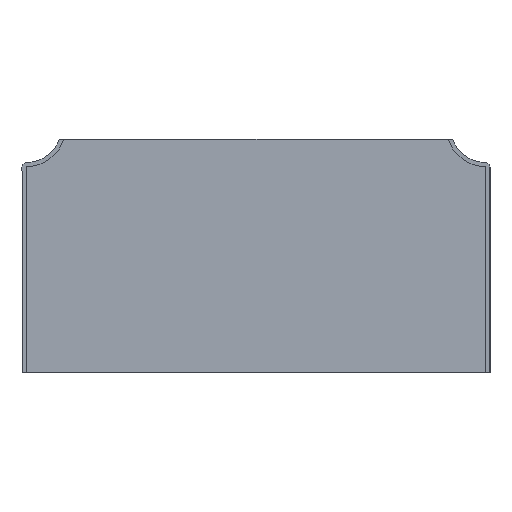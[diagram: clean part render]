
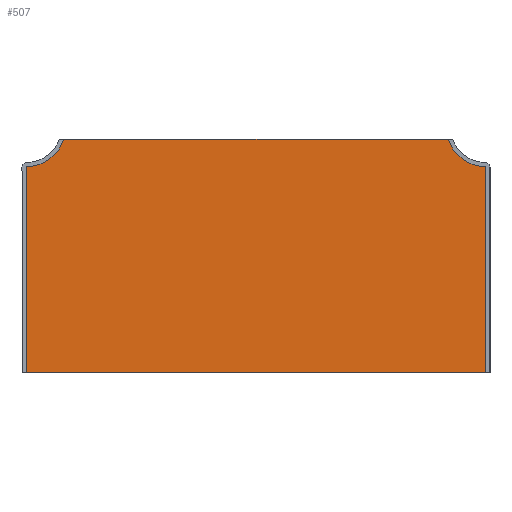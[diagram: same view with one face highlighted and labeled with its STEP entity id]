
A CAD part, left-side view. The second image highlights one B-rep face of the part: STEP entity #507.
In plain terms, the highlighted planar face has unit normal (-1, 0, 0).
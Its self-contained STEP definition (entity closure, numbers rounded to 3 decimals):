
#14 = ORIENTED_EDGE ( 'NONE', *, *, #30, .T. ) ;
#30 = EDGE_CURVE ( 'NONE', #558, #724, #382, .T. ) ;
#34 = CARTESIAN_POINT ( 'NONE',  ( -632., -24.5, 570.05 ) ) ;
#56 = DIRECTION ( 'NONE',  ( 0., 0., 1. ) ) ;
#64 = DIRECTION ( 'NONE',  ( 0., 0., 1. ) ) ;
#71 = CIRCLE ( 'NONE', #411, 0.05 ) ;
#73 = ORIENTED_EDGE ( 'NONE', *, *, #290, .F. ) ;
#74 = DIRECTION ( 'NONE',  ( -1., 0., 0. ) ) ;
#97 = ORIENTED_EDGE ( 'NONE', *, *, #956, .F. ) ;
#132 = AXIS2_PLACEMENT_3D ( 'NONE', #914, #540, #169 ) ;
#136 = CARTESIAN_POINT ( 'NONE',  ( -632., -24.5, 570. ) ) ;
#140 = CARTESIAN_POINT ( 'NONE',  ( -632., -25., 573. ) ) ;
#155 = CARTESIAN_POINT ( 'NONE',  ( -632., -20.539, 573. ) ) ;
#164 = DIRECTION ( 'NONE',  ( 0., 1., 0. ) ) ;
#169 = DIRECTION ( 'NONE',  ( 0., 0., 1. ) ) ;
#187 = EDGE_CURVE ( 'NONE', #535, #724, #907, .T. ) ;
#220 = FACE_OUTER_BOUND ( 'NONE', #547, .T. ) ;
#236 = ORIENTED_EDGE ( 'NONE', *, *, #463, .T. ) ;
#248 = VERTEX_POINT ( 'NONE', #34 ) ;
#257 = VECTOR ( 'NONE', #277, 1000. ) ;
#274 = CARTESIAN_POINT ( 'NONE',  ( -632., 24.55, 0. ) ) ;
#277 = DIRECTION ( 'NONE',  ( 0., 0., -1. ) ) ;
#282 = CARTESIAN_POINT ( 'NONE',  ( -632., -25., 548. ) ) ;
#289 = CARTESIAN_POINT ( 'NONE',  ( -632., -24.55, 0. ) ) ;
#290 = EDGE_CURVE ( 'NONE', #315, #735, #423, .T. ) ;
#313 = CARTESIAN_POINT ( 'NONE',  ( -632., 24.55, 548. ) ) ;
#315 = VERTEX_POINT ( 'NONE', #721 ) ;
#339 = DIRECTION ( 'NONE',  ( 0., 0., 1. ) ) ;
#347 = AXIS2_PLACEMENT_3D ( 'NONE', #939, #928, #56 ) ;
#359 = CARTESIAN_POINT ( 'NONE',  ( -632., 24.5, 570.05 ) ) ;
#369 = DIRECTION ( 'NONE',  ( 0., 0., 1. ) ) ;
#382 = LINE ( 'NONE', #578, #778 ) ;
#383 = EDGE_CURVE ( 'NONE', #782, #535, #767, .T. ) ;
#395 = CARTESIAN_POINT ( 'NONE',  ( -632., 20.539, 573. ) ) ;
#411 = AXIS2_PLACEMENT_3D ( 'NONE', #136, #925, #339 ) ;
#423 = LINE ( 'NONE', #282, #734 ) ;
#424 = EDGE_CURVE ( 'NONE', #248, #876, #71, .T. ) ;
#463 = EDGE_CURVE ( 'NONE', #782, #735, #855, .T. ) ;
#472 = ORIENTED_EDGE ( 'NONE', *, *, #383, .F. ) ;
#487 = ORIENTED_EDGE ( 'NONE', *, *, #424, .F. ) ;
#490 = DIRECTION ( 'NONE',  ( 0., 1., 0. ) ) ;
#507 = ADVANCED_FACE ( 'NONE', ( #220 ), #726, .T. ) ;
#513 = LINE ( 'NONE', #289, #702 ) ;
#522 = CARTESIAN_POINT ( 'NONE',  ( -632., -24.5, 574.185 ) ) ;
#527 = EDGE_CURVE ( 'NONE', #315, #876, #513, .T. ) ;
#535 = VERTEX_POINT ( 'NONE', #359 ) ;
#540 = DIRECTION ( 'NONE',  ( -1., 0., 0. ) ) ;
#547 = EDGE_LOOP ( 'NONE', ( #932, #487, #97, #14, #790, #472, #236, #73 ) ) ;
#558 = VERTEX_POINT ( 'NONE', #155 ) ;
#568 = DIRECTION ( 'NONE',  ( 0., 0., 1. ) ) ;
#578 = CARTESIAN_POINT ( 'NONE',  ( -632., -25., 573. ) ) ;
#622 = CIRCLE ( 'NONE', #838, 4.135 ) ;
#656 = DIRECTION ( 'NONE',  ( -1., 0., 0. ) ) ;
#702 = VECTOR ( 'NONE', #64, 1000. ) ;
#715 = AXIS2_PLACEMENT_3D ( 'NONE', #140, #74, #369 ) ;
#721 = CARTESIAN_POINT ( 'NONE',  ( -632., -24.55, 548. ) ) ;
#724 = VERTEX_POINT ( 'NONE', #395 ) ;
#726 = PLANE ( 'NONE',  #715 ) ;
#734 = VECTOR ( 'NONE', #490, 1000. ) ;
#735 = VERTEX_POINT ( 'NONE', #313 ) ;
#767 = CIRCLE ( 'NONE', #347, 0.05 ) ;
#778 = VECTOR ( 'NONE', #164, 1000. ) ;
#782 = VERTEX_POINT ( 'NONE', #862 ) ;
#790 = ORIENTED_EDGE ( 'NONE', *, *, #187, .F. ) ;
#838 = AXIS2_PLACEMENT_3D ( 'NONE', #522, #656, #568 ) ;
#855 = LINE ( 'NONE', #274, #257 ) ;
#858 = CARTESIAN_POINT ( 'NONE',  ( -632., -24.55, 570. ) ) ;
#862 = CARTESIAN_POINT ( 'NONE',  ( -632., 24.55, 570. ) ) ;
#876 = VERTEX_POINT ( 'NONE', #858 ) ;
#907 = CIRCLE ( 'NONE', #132, 4.135 ) ;
#914 = CARTESIAN_POINT ( 'NONE',  ( -632., 24.5, 574.185 ) ) ;
#925 = DIRECTION ( 'NONE',  ( 1., 0., 0. ) ) ;
#928 = DIRECTION ( 'NONE',  ( 1., 0., 0. ) ) ;
#932 = ORIENTED_EDGE ( 'NONE', *, *, #527, .T. ) ;
#939 = CARTESIAN_POINT ( 'NONE',  ( -632., 24.5, 570. ) ) ;
#956 = EDGE_CURVE ( 'NONE', #558, #248, #622, .T. ) ;
